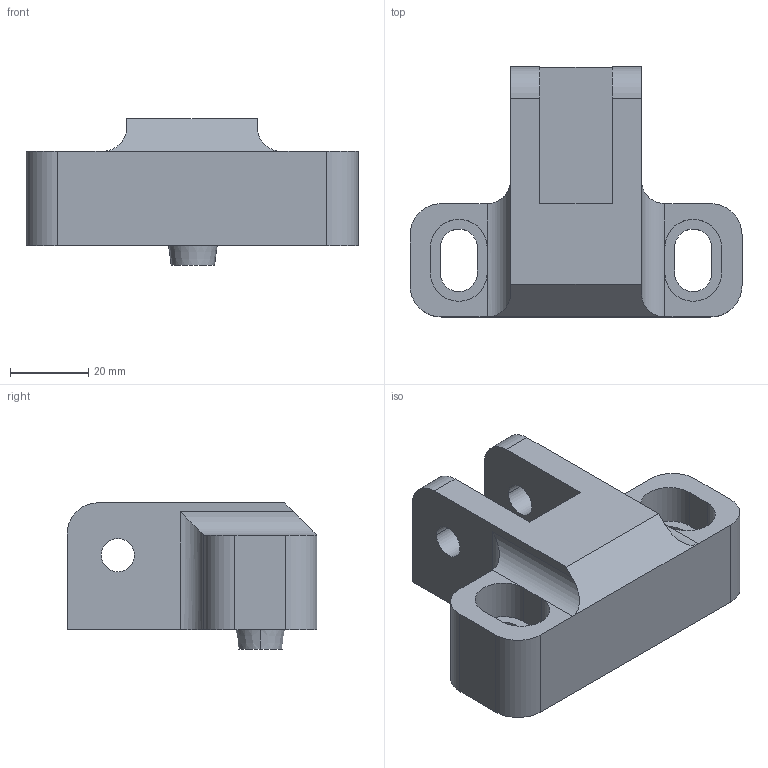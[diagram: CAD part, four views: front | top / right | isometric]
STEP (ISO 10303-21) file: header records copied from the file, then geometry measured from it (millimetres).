
FILE_DESCRIPTION (( 'STEP AP203' ), '1' );
FILE_NAME ('ClevisAdapterV2.STEP', '2023-06-09T08:11:23', ( '' ), ( '' ), 'SwSTEP 2.0', 'SolidWorks 2017', '' );
FILE_SCHEMA (( 'CONFIG_CONTROL_DESIGN' ));
Length unit declared in the file: millimetre
Products named in the file (1): ClevisAdapterV2
Bounding box: 85 x 64 x 37.5 mm (x, y, z)
Volume: 78403.4 mm3; surface area: 19050.7 mm2
Topology: 1 solids, 1 shells, 52 faces, 139 edges, 90 vertices
Faces by surface type: plane 28, cylinder 22, cone 2
Entity records: 1714 total; most frequent: CARTESIAN_POINT 294, DIRECTION 283, ORIENTED_EDGE 278, EDGE_CURVE 139, AXIS2_PLACEMENT_3D 95, VECTOR 93, LINE 93, VERTEX_POINT 90
